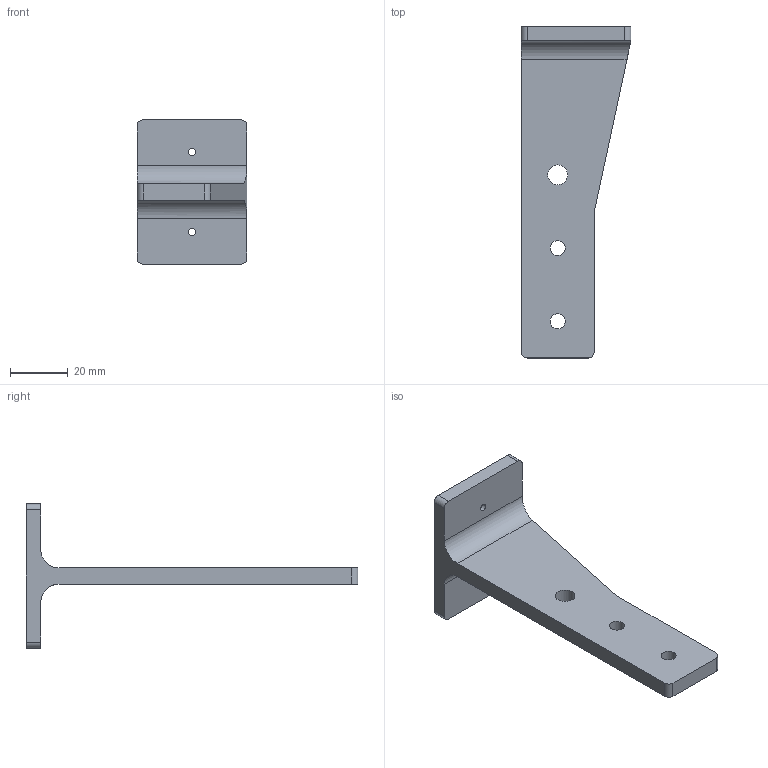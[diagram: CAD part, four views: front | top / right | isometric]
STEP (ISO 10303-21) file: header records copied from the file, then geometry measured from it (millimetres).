
FILE_DESCRIPTION(/* description */ (''),/* implementation_level */ '2;1');
FILE_NAME(/* name */ 'Leg Plate.stp',/* time_stamp */ '2018-01-29T18:52:36-08:00',/* author */ ('jdtag'),/* organization */ (''),/* preprocessor_version */ 'ST-DEVELOPER v16.13',/* originating_system */ 'Autodesk Inventor 2018',/* authorisation */ '');
FILE_SCHEMA (('AUTOMOTIVE_DESIGN { 1 0 10303 214 3 1 1 }'));
Length unit declared in the file: inch
Products named in the file (1): Leg Plate
Bounding box: 38.1 x 115.05 x 50.05 mm (x, y, z)
Volume: 27559.8 mm3; surface area: 12206.9 mm2
Topology: 1 solids, 1 shells, 25 faces, 67 edges, 44 vertices
Faces by surface type: cylinder 13, plane 12
Full cylindrical faces by diameter (mm): 2.54 x2, 5.207 x2, 6.858 x1
Entity records: 827 total; most frequent: DIRECTION 140, CARTESIAN_POINT 132, ORIENTED_EDGE 124, EDGE_CURVE 62, AXIS2_PLACEMENT_3D 52, VERTEX_POINT 44, EDGE_LOOP 40, LINE 36
